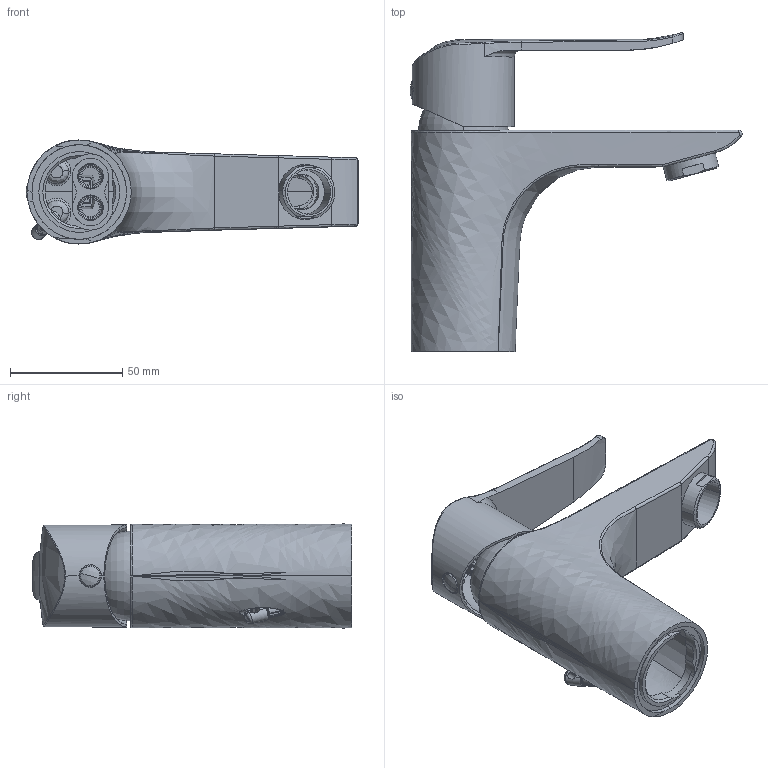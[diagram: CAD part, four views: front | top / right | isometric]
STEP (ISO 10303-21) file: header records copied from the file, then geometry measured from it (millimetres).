
FILE_DESCRIPTION (( 'STEP AP203' ), '1' );
FILE_NAME ('64AP08529.STEP', '2023-09-20T09:37:21', ( '' ), ( '' ), 'SwSTEP 2.0', 'SolidWorks 2021', '' );
FILE_SCHEMA (( 'CONFIG_CONTROL_DESIGN' ));
Products named in the file (1): 64AP08529
Bounding box: 148.03 x 142.3 x 46.39 mm (x, y, z)
Volume: 96579.8 mm3; surface area: 76883.8 mm2
Topology: 6 solids, 6 shells, 479 faces, 1209 edges, 740 vertices
Faces by surface type: bspline 174, cylinder 136, plane 106, cone 47, torus 12, sphere 4
Entity records: 155688 total; most frequent: CARTESIAN_POINT 145751, ORIENTED_EDGE 2374, DIRECTION 1602, EDGE_CURVE 1187, VERTEX_POINT 740, AXIS2_PLACEMENT_3D 651, EDGE_LOOP 517, B_SPLINE_CURVE_WITH_KNOTS 489
